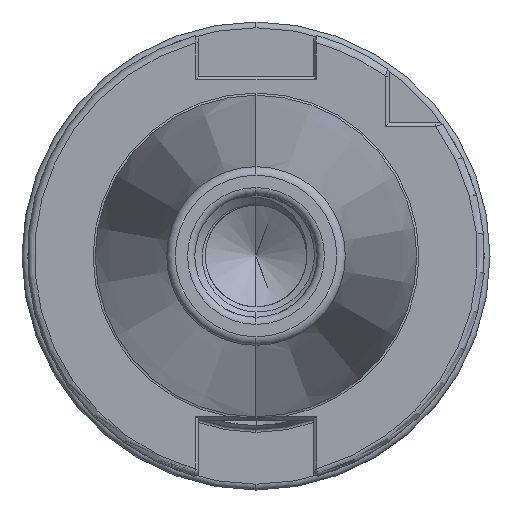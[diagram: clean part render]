
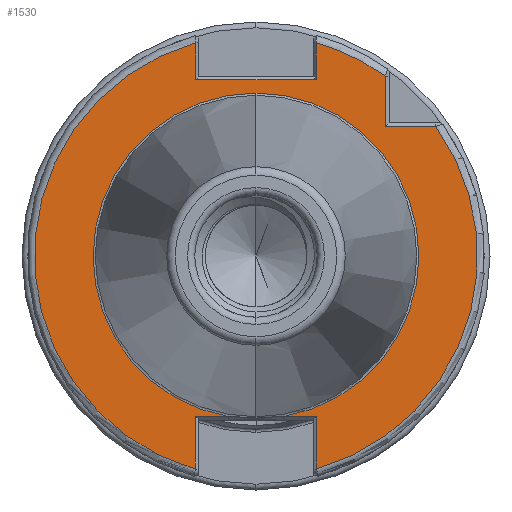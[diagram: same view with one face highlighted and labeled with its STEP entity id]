
A CAD part, left-side view. The second image highlights one B-rep face of the part: STEP entity #1530.
In plain terms, the highlighted planar face has unit normal (-1, 0, 0).
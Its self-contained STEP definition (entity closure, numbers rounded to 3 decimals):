
#610 = CARTESIAN_POINT ( 'NONE',  ( 0., -8.451, -22.3 ) ) ;
#617 = CARTESIAN_POINT ( 'NONE',  ( 0., 8.335, 24.5 ) ) ;
#622 = CARTESIAN_POINT ( 'NONE',  ( 0., -8.335, 24.5 ) ) ;
#630 = CARTESIAN_POINT ( 'NONE',  ( 0., -8.335, 29.625 ) ) ;
#1112 = ORIENTED_EDGE ( 'NONE', *, *, #1417, .T. ) ;
#1113 = ORIENTED_EDGE ( 'NONE', *, *, #1420, .T. ) ;
#1114 = ORIENTED_EDGE ( 'NONE', *, *, #1422, .T. ) ;
#1115 = ORIENTED_EDGE ( 'NONE', *, *, #1426, .T. ) ;
#1116 = ORIENTED_EDGE ( 'NONE', *, *, #1427, .T. ) ;
#1117 = ORIENTED_EDGE ( 'NONE', *, *, #1423, .T. ) ;
#1118 = ORIENTED_EDGE ( 'NONE', *, *, #1419, .T. ) ;
#1119 = ORIENTED_EDGE ( 'NONE', *, *, #1424, .T. ) ;
#1120 = ORIENTED_EDGE ( 'NONE', *, *, #1451, .T. ) ;
#1123 = ORIENTED_EDGE ( 'NONE', *, *, #1462, .T. ) ;
#1124 = ORIENTED_EDGE ( 'NONE', *, *, #10444, .T. ) ;
#1125 = ORIENTED_EDGE ( 'NONE', *, *, #1460, .T. ) ;
#1143 = ORIENTED_EDGE ( 'NONE', *, *, #1469, .T. ) ;
#1144 = ORIENTED_EDGE ( 'NONE', *, *, #1468, .T. ) ;
#1289 = VERTEX_POINT ( 'NONE', #7809 ) ;
#1317 = VERTEX_POINT ( 'NONE', #7837 ) ;
#1319 = VERTEX_POINT ( 'NONE', #7839 ) ;
#1320 = VERTEX_POINT ( 'NONE', #7840 ) ;
#1343 = VERTEX_POINT ( 'NONE', #7863 ) ;
#1352 = VERTEX_POINT ( 'NONE', #7872 ) ;
#1353 = VERTEX_POINT ( 'NONE', #7873 ) ;
#1355 = VERTEX_POINT ( 'NONE', #7875 ) ;
#1417 = EDGE_CURVE ( 'NONE', #1355, #1319, #9142, .T. ) ;
#1419 = EDGE_CURVE ( 'NONE', #1352, #1343, #10228, .T. ) ;
#1420 = EDGE_CURVE ( 'NONE', #1317, #1784, #10227, .T. ) ;
#1422 = EDGE_CURVE ( 'NONE', #1319, #1317, #9157, .T. ) ;
#1423 = EDGE_CURVE ( 'NONE', #1771, #1352, #9160, .T. ) ;
#1424 = EDGE_CURVE ( 'NONE', #1343, #1320, #9163, .T. ) ;
#1426 = EDGE_CURVE ( 'NONE', #1784, #1776, #9169, .T. ) ;
#1427 = EDGE_CURVE ( 'NONE', #1776, #1771, #9172, .T. ) ;
#1451 = EDGE_CURVE ( 'NONE', #1320, #1353, #9252, .T. ) ;
#1460 = EDGE_CURVE ( 'NONE', #9518, #1764, #9288, .T. ) ;
#1462 = EDGE_CURVE ( 'NONE', #1353, #9519, #10210, .T. ) ;
#1468 = EDGE_CURVE ( 'NONE', #1764, #1289, #6802, .T. ) ;
#1469 = EDGE_CURVE ( 'NONE', #1289, #1355, #6622, .T. ) ;
#1530 = ADVANCED_FACE ( 'NONE', ( #10313 ), #7005, .F. ) ;
#1764 = VERTEX_POINT ( 'NONE', #610 ) ;
#1771 = VERTEX_POINT ( 'NONE', #617 ) ;
#1776 = VERTEX_POINT ( 'NONE', #622 ) ;
#1784 = VERTEX_POINT ( 'NONE', #630 ) ;
#1989 = CARTESIAN_POINT ( 'NONE',  ( 0., -3.833, -22.3 ) ) ;
#1990 = CARTESIAN_POINT ( 'NONE',  ( 0., 0., 22.627 ) ) ;
#3634 = EDGE_LOOP ( 'NONE', ( #1112, #1114, #1113, #1115, #1116, #1117, #1118, #1119, #1120, #1123, #1124, #1125, #1144, #1143 ) ) ;
#4005 = CARTESIAN_POINT ( 'NONE',  ( 0., 0., 0. ) ) ;
#4006 = DIRECTION ( 'NONE',  ( 1., 0., 0. ) ) ;
#4007 = DIRECTION ( 'NONE',  ( 0., 0., -1. ) ) ;
#5123 = AXIS2_PLACEMENT_3D ( 'NONE', #9141, #9148, #9149 ) ;
#5124 = VECTOR ( 'NONE', #9144, 1000. ) ;
#5129 = AXIS2_PLACEMENT_3D ( 'NONE', #9150, #9151, #9152 ) ;
#6580 = CIRCLE ( 'NONE', #8066, 22.627 ) ;
#6622 = CIRCLE ( 'NONE', #10533, 30.775 ) ;
#6801 = CARTESIAN_POINT ( 'NONE',  ( 0., 0., 0. ) ) ;
#6802 = LINE ( 'NONE', #6803, #10536 ) ;
#6803 = CARTESIAN_POINT ( 'NONE',  ( 0., -8.451, 0. ) ) ;
#6804 = DIRECTION ( 'NONE',  ( 0., 0., -1. ) ) ;
#6805 = DIRECTION ( 'NONE',  ( -1., 0., 0. ) ) ;
#6806 = DIRECTION ( 'NONE',  ( 0., 0., -1. ) ) ;
#7005 = PLANE ( 'NONE',  #10543 ) ;
#7006 = CARTESIAN_POINT ( 'NONE',  ( 0., 22.692, 0. ) ) ;
#7007 = DIRECTION ( 'NONE',  ( 1., 0., 0. ) ) ;
#7008 = DIRECTION ( 'NONE',  ( 0., 0., -1. ) ) ;
#7809 = CARTESIAN_POINT ( 'NONE',  ( 0., -8.451, -29.592 ) ) ;
#7837 = CARTESIAN_POINT ( 'NONE',  ( 0., -18., 24.962 ) ) ;
#7839 = CARTESIAN_POINT ( 'NONE',  ( 0., -18., 18. ) ) ;
#7840 = CARTESIAN_POINT ( 'NONE',  ( 0., 8.451, -22.3 ) ) ;
#7863 = CARTESIAN_POINT ( 'NONE',  ( 0., 8.451, -29.592 ) ) ;
#7872 = CARTESIAN_POINT ( 'NONE',  ( 0., 8.335, 29.625 ) ) ;
#7873 = CARTESIAN_POINT ( 'NONE',  ( 0., 3.833, -22.3 ) ) ;
#7875 = CARTESIAN_POINT ( 'NONE',  ( 0., -24.962, 18. ) ) ;
#7976 = VECTOR ( 'NONE', #9290, 1000. ) ;
#7983 = VECTOR ( 'NONE', #9254, 1000. ) ;
#8066 = AXIS2_PLACEMENT_3D ( 'NONE', #4005, #4006, #4007 ) ;
#9141 = CARTESIAN_POINT ( 'NONE',  ( 0., 0., 0. ) ) ;
#9142 = LINE ( 'NONE', #9143, #5124 ) ;
#9143 = CARTESIAN_POINT ( 'NONE',  ( 0., -18.5, 18. ) ) ;
#9144 = DIRECTION ( 'NONE',  ( 0., 1., 0. ) ) ;
#9148 = DIRECTION ( 'NONE',  ( -1., 0., 0. ) ) ;
#9149 = DIRECTION ( 'NONE',  ( 0., 0., -1. ) ) ;
#9150 = CARTESIAN_POINT ( 'NONE',  ( 0., 0., 0. ) ) ;
#9151 = DIRECTION ( 'NONE',  ( -1., 0., 0. ) ) ;
#9152 = DIRECTION ( 'NONE',  ( 0., 0., -1. ) ) ;
#9157 = LINE ( 'NONE', #9158, #10473 ) ;
#9158 = CARTESIAN_POINT ( 'NONE',  ( 0., -18., 24.594 ) ) ;
#9159 = DIRECTION ( 'NONE',  ( 0., 0., 1. ) ) ;
#9160 = LINE ( 'NONE', #9161, #10479 ) ;
#9161 = CARTESIAN_POINT ( 'NONE',  ( 0., 8.335, 29.704 ) ) ;
#9162 = DIRECTION ( 'NONE',  ( 0., 0., 1. ) ) ;
#9163 = LINE ( 'NONE', #9164, #10477 ) ;
#9164 = CARTESIAN_POINT ( 'NONE',  ( 0., 8.451, 0. ) ) ;
#9165 = DIRECTION ( 'NONE',  ( 0., 0., 1. ) ) ;
#9169 = LINE ( 'NONE', #9170, #10476 ) ;
#9170 = CARTESIAN_POINT ( 'NONE',  ( 0., -8.335, 25. ) ) ;
#9171 = DIRECTION ( 'NONE',  ( 0., 0., -1. ) ) ;
#9172 = LINE ( 'NONE', #9173, #10474 ) ;
#9173 = CARTESIAN_POINT ( 'NONE',  ( 0., 8.05, 24.5 ) ) ;
#9174 = DIRECTION ( 'NONE',  ( 0., 1., 0. ) ) ;
#9252 = LINE ( 'NONE', #9253, #7983 ) ;
#9253 = CARTESIAN_POINT ( 'NONE',  ( 0., 22.692, -22.3 ) ) ;
#9254 = DIRECTION ( 'NONE',  ( 0., -1., 0. ) ) ;
#9288 = LINE ( 'NONE', #9289, #7976 ) ;
#9289 = CARTESIAN_POINT ( 'NONE',  ( 0., 22.692, -22.3 ) ) ;
#9290 = DIRECTION ( 'NONE',  ( 0., -1., 0. ) ) ;
#9293 = CARTESIAN_POINT ( 'NONE',  ( 0., 0., 0. ) ) ;
#9294 = DIRECTION ( 'NONE',  ( 1., 0., 0. ) ) ;
#9295 = DIRECTION ( 'NONE',  ( 0., 0., -1. ) ) ;
#9518 = VERTEX_POINT ( 'NONE', #1989 ) ;
#9519 = VERTEX_POINT ( 'NONE', #1990 ) ;
#10210 = CIRCLE ( 'NONE', #10529, 22.627 ) ;
#10227 = CIRCLE ( 'NONE', #5129, 30.775 ) ;
#10228 = CIRCLE ( 'NONE', #5123, 30.775 ) ;
#10313 = FACE_OUTER_BOUND ( 'NONE', #3634, .T. ) ;
#10444 = EDGE_CURVE ( 'NONE', #9519, #9518, #6580, .T. ) ;
#10473 = VECTOR ( 'NONE', #9159, 1000. ) ;
#10474 = VECTOR ( 'NONE', #9174, 1000. ) ;
#10476 = VECTOR ( 'NONE', #9171, 1000. ) ;
#10477 = VECTOR ( 'NONE', #9165, 1000. ) ;
#10479 = VECTOR ( 'NONE', #9162, 1000. ) ;
#10529 = AXIS2_PLACEMENT_3D ( 'NONE', #9293, #9294, #9295 ) ;
#10533 = AXIS2_PLACEMENT_3D ( 'NONE', #6801, #6805, #6806 ) ;
#10536 = VECTOR ( 'NONE', #6804, 1000. ) ;
#10543 = AXIS2_PLACEMENT_3D ( 'NONE', #7006, #7007, #7008 ) ;
